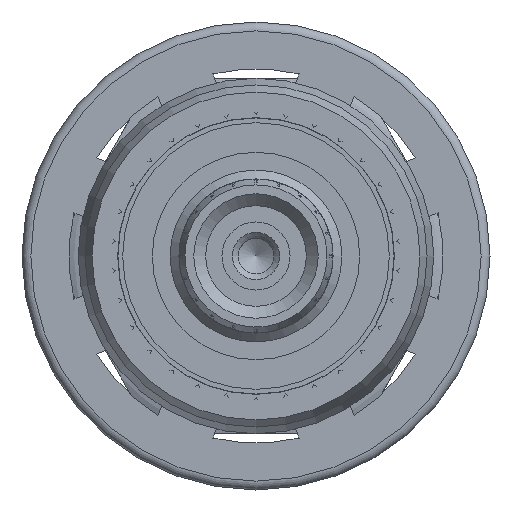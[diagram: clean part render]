
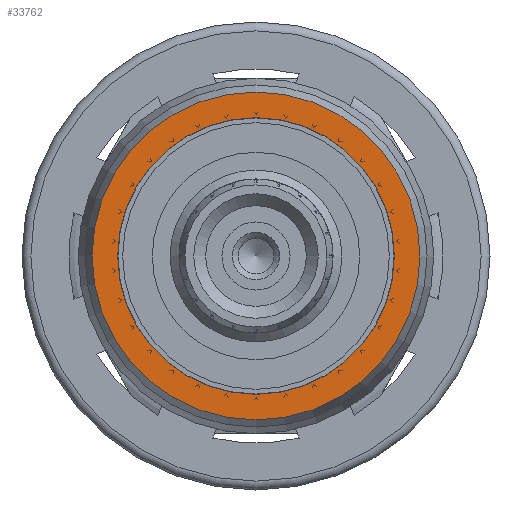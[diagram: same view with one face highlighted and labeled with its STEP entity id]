
A CAD part, left-side view. The second image highlights one B-rep face of the part: STEP entity #33762.
In plain terms, the highlighted planar face has unit normal (-1, 0, 0).
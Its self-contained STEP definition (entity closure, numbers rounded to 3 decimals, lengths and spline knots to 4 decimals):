
#6101=PLANE('',#53809);
#8059=ORIENTED_EDGE('',*,*,#18819,.T.);
#8060=ORIENTED_EDGE('',*,*,#18817,.T.);
#18817=EDGE_CURVE('',#24249,#24249,#27184,.F.);
#18819=EDGE_CURVE('',#24251,#24251,#27186,.T.);
#24249=VERTEX_POINT('',#63917);
#24251=VERTEX_POINT('',#63923);
#27184=CIRCLE('',#53806,2.7668);
#27186=CIRCLE('',#53810,2.3346);
#27770=EDGE_LOOP('',(#8059));
#27771=EDGE_LOOP('',(#8060));
#30489=FACE_BOUND('',#27770,.T.);
#30490=FACE_BOUND('',#27771,.T.);
#33762=ADVANCED_FACE('',(#30489,#30490),#6101,.F.);
#53806=AXIS2_PLACEMENT_3D('',#63916,#55575,#55576);
#53809=AXIS2_PLACEMENT_3D('',#63921,#55581,#55582);
#53810=AXIS2_PLACEMENT_3D('',#63922,#55583,#55584);
#55575=DIRECTION('',(1.,0.,0.));
#55576=DIRECTION('',(0.,-1.,0.));
#55581=DIRECTION('',(1.,0.,0.));
#55582=DIRECTION('',(0.,-1.,0.));
#55583=DIRECTION('',(1.,0.,0.));
#55584=DIRECTION('',(0.,-1.,0.));
#63916=CARTESIAN_POINT('',(-2.,0.,0.));
#63917=CARTESIAN_POINT('',(-2.,-2.7668,0.));
#63921=CARTESIAN_POINT('',(-2.,0.,0.));
#63922=CARTESIAN_POINT('',(-2.,0.,0.));
#63923=CARTESIAN_POINT('',(-2.,-2.3346,0.));
